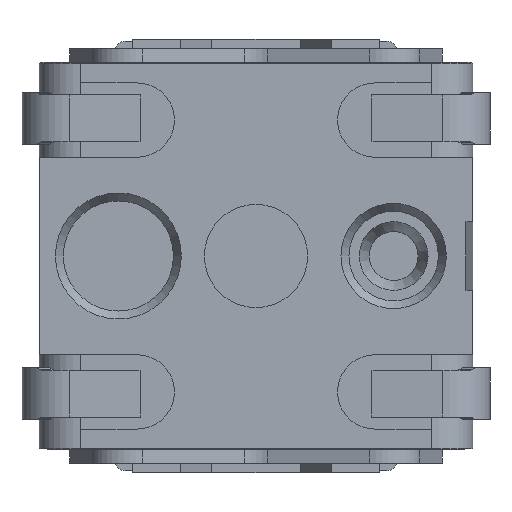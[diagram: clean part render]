
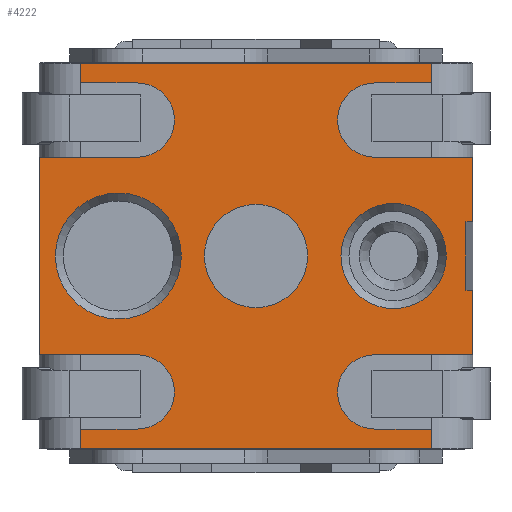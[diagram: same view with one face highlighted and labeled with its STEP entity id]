
A CAD part, front view. The second image highlights one B-rep face of the part: STEP entity #4222.
In plain terms, the highlighted planar face has unit normal (0, -1, 0).
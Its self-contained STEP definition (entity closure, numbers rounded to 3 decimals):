
#183=CIRCLE('',#5112,0.75);
#184=CIRCLE('',#5113,0.915);
#185=CIRCLE('',#5114,0.765);
#186=CIRCLE('',#5115,0.54);
#187=CIRCLE('',#5116,0.54);
#188=CIRCLE('',#5117,0.54);
#189=CIRCLE('',#5118,0.54);
#991=ORIENTED_EDGE('',*,*,#1817,.F.);
#992=ORIENTED_EDGE('',*,*,#1818,.F.);
#993=ORIENTED_EDGE('',*,*,#1819,.F.);
#994=ORIENTED_EDGE('',*,*,#1820,.F.);
#995=ORIENTED_EDGE('',*,*,#1821,.T.);
#996=ORIENTED_EDGE('',*,*,#1822,.F.);
#997=ORIENTED_EDGE('',*,*,#1823,.F.);
#998=ORIENTED_EDGE('',*,*,#1824,.T.);
#999=ORIENTED_EDGE('',*,*,#1825,.T.);
#1000=ORIENTED_EDGE('',*,*,#1826,.F.);
#1001=ORIENTED_EDGE('',*,*,#1827,.F.);
#1002=ORIENTED_EDGE('',*,*,#1828,.T.);
#1003=ORIENTED_EDGE('',*,*,#1829,.T.);
#1004=ORIENTED_EDGE('',*,*,#1830,.T.);
#1005=ORIENTED_EDGE('',*,*,#1831,.F.);
#1006=ORIENTED_EDGE('',*,*,#1832,.F.);
#1007=ORIENTED_EDGE('',*,*,#1833,.T.);
#1008=ORIENTED_EDGE('',*,*,#1834,.T.);
#1009=ORIENTED_EDGE('',*,*,#1835,.T.);
#1010=ORIENTED_EDGE('',*,*,#1836,.F.);
#1011=ORIENTED_EDGE('',*,*,#1837,.F.);
#1012=ORIENTED_EDGE('',*,*,#1838,.T.);
#1013=ORIENTED_EDGE('',*,*,#1839,.T.);
#1014=ORIENTED_EDGE('',*,*,#1840,.T.);
#1015=ORIENTED_EDGE('',*,*,#1841,.T.);
#1016=ORIENTED_EDGE('',*,*,#1842,.F.);
#1017=ORIENTED_EDGE('',*,*,#1843,.F.);
#1817=EDGE_CURVE('',#2294,#2294,#183,.T.);
#1818=EDGE_CURVE('',#2295,#2295,#184,.T.);
#1819=EDGE_CURVE('',#2296,#2296,#185,.T.);
#1820=EDGE_CURVE('',#2297,#2298,#2754,.T.);
#1821=EDGE_CURVE('',#2297,#2299,#2755,.T.);
#1822=EDGE_CURVE('',#2300,#2299,#2756,.T.);
#1823=EDGE_CURVE('',#2301,#2300,#2757,.T.);
#1824=EDGE_CURVE('',#2301,#2302,#186,.T.);
#1825=EDGE_CURVE('',#2302,#2303,#2758,.T.);
#1826=EDGE_CURVE('',#2304,#2303,#2759,.T.);
#1827=EDGE_CURVE('',#2305,#2304,#2760,.T.);
#1828=EDGE_CURVE('',#2305,#2306,#2761,.T.);
#1829=EDGE_CURVE('',#2306,#2307,#2762,.T.);
#1830=EDGE_CURVE('',#2307,#2308,#187,.T.);
#1831=EDGE_CURVE('',#2309,#2308,#2763,.T.);
#1832=EDGE_CURVE('',#2310,#2309,#2764,.T.);
#1833=EDGE_CURVE('',#2310,#2311,#2765,.T.);
#1834=EDGE_CURVE('',#2311,#2312,#188,.T.);
#1835=EDGE_CURVE('',#2312,#2313,#2766,.T.);
#1836=EDGE_CURVE('',#2314,#2313,#2767,.T.);
#1837=EDGE_CURVE('',#2315,#2314,#2768,.T.);
#1838=EDGE_CURVE('',#2315,#2316,#2769,.T.);
#1839=EDGE_CURVE('',#2316,#2317,#2770,.T.);
#1840=EDGE_CURVE('',#2317,#2318,#189,.T.);
#1841=EDGE_CURVE('',#2318,#2319,#2771,.T.);
#1842=EDGE_CURVE('',#2320,#2319,#2772,.T.);
#1843=EDGE_CURVE('',#2298,#2320,#2773,.T.);
#2294=VERTEX_POINT('',#7186);
#2295=VERTEX_POINT('',#7188);
#2296=VERTEX_POINT('',#7190);
#2297=VERTEX_POINT('',#7192);
#2298=VERTEX_POINT('',#7193);
#2299=VERTEX_POINT('',#7195);
#2300=VERTEX_POINT('',#7197);
#2301=VERTEX_POINT('',#7199);
#2302=VERTEX_POINT('',#7201);
#2303=VERTEX_POINT('',#7203);
#2304=VERTEX_POINT('',#7205);
#2305=VERTEX_POINT('',#7207);
#2306=VERTEX_POINT('',#7209);
#2307=VERTEX_POINT('',#7211);
#2308=VERTEX_POINT('',#7213);
#2309=VERTEX_POINT('',#7215);
#2310=VERTEX_POINT('',#7217);
#2311=VERTEX_POINT('',#7219);
#2312=VERTEX_POINT('',#7221);
#2313=VERTEX_POINT('',#7223);
#2314=VERTEX_POINT('',#7225);
#2315=VERTEX_POINT('',#7227);
#2316=VERTEX_POINT('',#7229);
#2317=VERTEX_POINT('',#7231);
#2318=VERTEX_POINT('',#7233);
#2319=VERTEX_POINT('',#7235);
#2320=VERTEX_POINT('',#7237);
#2754=LINE('',#7191,#3261);
#2755=LINE('',#7194,#3262);
#2756=LINE('',#7196,#3263);
#2757=LINE('',#7198,#3264);
#2758=LINE('',#7202,#3265);
#2759=LINE('',#7204,#3266);
#2760=LINE('',#7206,#3267);
#2761=LINE('',#7208,#3268);
#2762=LINE('',#7210,#3269);
#2763=LINE('',#7214,#3270);
#2764=LINE('',#7216,#3271);
#2765=LINE('',#7218,#3272);
#2766=LINE('',#7222,#3273);
#2767=LINE('',#7224,#3274);
#2768=LINE('',#7226,#3275);
#2769=LINE('',#7228,#3276);
#2770=LINE('',#7230,#3277);
#2771=LINE('',#7234,#3278);
#2772=LINE('',#7236,#3279);
#2773=LINE('',#7238,#3280);
#3261=VECTOR('',#5967,1000.);
#3262=VECTOR('',#5968,1000.);
#3263=VECTOR('',#5969,1000.);
#3264=VECTOR('',#5970,1000.);
#3265=VECTOR('',#5973,1000.);
#3266=VECTOR('',#5974,1000.);
#3267=VECTOR('',#5975,1000.);
#3268=VECTOR('',#5976,1000.);
#3269=VECTOR('',#5977,1000.);
#3270=VECTOR('',#5980,1000.);
#3271=VECTOR('',#5981,1000.);
#3272=VECTOR('',#5982,1000.);
#3273=VECTOR('',#5985,1000.);
#3274=VECTOR('',#5986,1000.);
#3275=VECTOR('',#5987,1000.);
#3276=VECTOR('',#5988,1000.);
#3277=VECTOR('',#5989,1000.);
#3278=VECTOR('',#5992,1000.);
#3279=VECTOR('',#5993,1000.);
#3280=VECTOR('',#5994,1000.);
#3596=EDGE_LOOP('',(#991));
#3597=EDGE_LOOP('',(#992));
#3598=EDGE_LOOP('',(#993));
#3599=EDGE_LOOP('',(#994,#995,#996,#997,#998,#999,#1000,#1001,#1002,#1003,
#1004,#1005,#1006,#1007,#1008,#1009,#1010,#1011,#1012,#1013,#1014,#1015,
#1016,#1017));
#3827=FACE_BOUND('',#3596,.T.);
#3828=FACE_BOUND('',#3597,.T.);
#3829=FACE_BOUND('',#3598,.T.);
#3830=FACE_BOUND('',#3599,.T.);
#4016=PLANE('',#5111);
#4222=ADVANCED_FACE('',(#3827,#3828,#3829,#3830),#4016,.F.);
#5111=AXIS2_PLACEMENT_3D('',#7184,#5959,#5960);
#5112=AXIS2_PLACEMENT_3D('',#7185,#5961,#5962);
#5113=AXIS2_PLACEMENT_3D('',#7187,#5963,#5964);
#5114=AXIS2_PLACEMENT_3D('',#7189,#5965,#5966);
#5115=AXIS2_PLACEMENT_3D('',#7200,#5971,#5972);
#5116=AXIS2_PLACEMENT_3D('',#7212,#5978,#5979);
#5117=AXIS2_PLACEMENT_3D('',#7220,#5983,#5984);
#5118=AXIS2_PLACEMENT_3D('',#7232,#5990,#5991);
#5959=DIRECTION('',(0.,1.,0.));
#5960=DIRECTION('',(0.,0.,1.));
#5961=DIRECTION('',(0.,-1.,0.));
#5962=DIRECTION('',(0.,0.,-1.));
#5963=DIRECTION('',(0.,-1.,0.));
#5964=DIRECTION('',(0.,0.,-1.));
#5965=DIRECTION('',(0.,-1.,0.));
#5966=DIRECTION('',(0.,0.,-1.));
#5967=DIRECTION('',(0.,0.,-1.));
#5968=DIRECTION('',(1.,0.,0.));
#5969=DIRECTION('',(0.,0.,-1.));
#5970=DIRECTION('',(1.,0.,0.));
#5971=DIRECTION('',(0.,1.,0.));
#5972=DIRECTION('',(1.,0.,0.));
#5973=DIRECTION('',(1.,0.,0.));
#5974=DIRECTION('',(0.,0.,-1.));
#5975=DIRECTION('',(1.,0.,0.));
#5976=DIRECTION('',(0.,0.,-1.));
#5977=DIRECTION('',(1.,0.,0.));
#5978=DIRECTION('',(0.,1.,0.));
#5979=DIRECTION('',(1.,0.,0.));
#5980=DIRECTION('',(1.,0.,0.));
#5981=DIRECTION('',(0.,0.,1.));
#5982=DIRECTION('',(1.,0.,0.));
#5983=DIRECTION('',(0.,1.,0.));
#5984=DIRECTION('',(1.,0.,0.));
#5985=DIRECTION('',(-1.,0.,0.));
#5986=DIRECTION('',(0.,0.,1.));
#5987=DIRECTION('',(-1.,0.,0.));
#5988=DIRECTION('',(0.,0.,1.));
#5989=DIRECTION('',(-1.,0.,0.));
#5990=DIRECTION('',(0.,1.,0.));
#5991=DIRECTION('',(1.,0.,0.));
#5992=DIRECTION('',(1.,0.,0.));
#5993=DIRECTION('',(0.,0.,-1.));
#5994=DIRECTION('',(1.,0.,0.));
#7184=CARTESIAN_POINT('',(0.,-1.9,0.));
#7185=CARTESIAN_POINT('',(0.,-1.9,0.));
#7186=CARTESIAN_POINT('',(0.,-1.9,-0.75));
#7187=CARTESIAN_POINT('',(-2.,-1.9,0.));
#7188=CARTESIAN_POINT('',(-2.,-1.9,-0.915));
#7189=CARTESIAN_POINT('',(2.,-1.9,0.));
#7190=CARTESIAN_POINT('',(2.,-1.9,-0.765));
#7191=CARTESIAN_POINT('',(3.05,-1.9,0.5));
#7192=CARTESIAN_POINT('',(3.05,-1.9,0.5));
#7193=CARTESIAN_POINT('',(3.05,-1.9,-0.5));
#7194=CARTESIAN_POINT('',(3.05,-1.9,0.5));
#7195=CARTESIAN_POINT('',(3.15,-1.9,0.5));
#7196=CARTESIAN_POINT('',(3.15,-1.9,2.8));
#7197=CARTESIAN_POINT('',(3.15,-1.9,1.435));
#7198=CARTESIAN_POINT('',(0.,-1.9,1.435));
#7199=CARTESIAN_POINT('',(1.725,-1.9,1.435));
#7200=CARTESIAN_POINT('',(1.725,-1.9,1.975));
#7201=CARTESIAN_POINT('',(1.725,-1.9,2.515));
#7202=CARTESIAN_POINT('',(1.725,-1.9,2.515));
#7203=CARTESIAN_POINT('',(2.55,-1.9,2.515));
#7204=CARTESIAN_POINT('',(2.55,-1.9,3.435));
#7205=CARTESIAN_POINT('',(2.55,-1.9,2.8));
#7206=CARTESIAN_POINT('',(-3.15,-1.9,2.8));
#7207=CARTESIAN_POINT('',(-2.55,-1.9,2.8));
#7208=CARTESIAN_POINT('',(-2.55,-1.9,3.435));
#7209=CARTESIAN_POINT('',(-2.55,-1.9,2.515));
#7210=CARTESIAN_POINT('',(-4.,-1.9,2.515));
#7211=CARTESIAN_POINT('',(-1.725,-1.9,2.515));
#7212=CARTESIAN_POINT('',(-1.725,-1.9,1.975));
#7213=CARTESIAN_POINT('',(-1.725,-1.9,1.435));
#7214=CARTESIAN_POINT('',(0.,-1.9,1.435));
#7215=CARTESIAN_POINT('',(-3.15,-1.9,1.435));
#7216=CARTESIAN_POINT('',(-3.15,-1.9,-2.8));
#7217=CARTESIAN_POINT('',(-3.15,-1.9,-1.435));
#7218=CARTESIAN_POINT('',(0.,-1.9,-1.435));
#7219=CARTESIAN_POINT('',(-1.725,-1.9,-1.435));
#7220=CARTESIAN_POINT('',(-1.725,-1.9,-1.975));
#7221=CARTESIAN_POINT('',(-1.725,-1.9,-2.515));
#7222=CARTESIAN_POINT('',(-1.725,-1.9,-2.515));
#7223=CARTESIAN_POINT('',(-2.55,-1.9,-2.515));
#7224=CARTESIAN_POINT('',(-2.55,-1.9,-3.435));
#7225=CARTESIAN_POINT('',(-2.55,-1.9,-2.8));
#7226=CARTESIAN_POINT('',(-1.8,-1.9,-2.8));
#7227=CARTESIAN_POINT('',(2.55,-1.9,-2.8));
#7228=CARTESIAN_POINT('',(2.55,-1.9,-3.435));
#7229=CARTESIAN_POINT('',(2.55,-1.9,-2.515));
#7230=CARTESIAN_POINT('',(4.,-1.9,-2.515));
#7231=CARTESIAN_POINT('',(1.725,-1.9,-2.515));
#7232=CARTESIAN_POINT('',(1.725,-1.9,-1.975));
#7233=CARTESIAN_POINT('',(1.725,-1.9,-1.435));
#7234=CARTESIAN_POINT('',(0.,-1.9,-1.435));
#7235=CARTESIAN_POINT('',(3.15,-1.9,-1.435));
#7236=CARTESIAN_POINT('',(3.15,-1.9,2.8));
#7237=CARTESIAN_POINT('',(3.15,-1.9,-0.5));
#7238=CARTESIAN_POINT('',(3.05,-1.9,-0.5));
